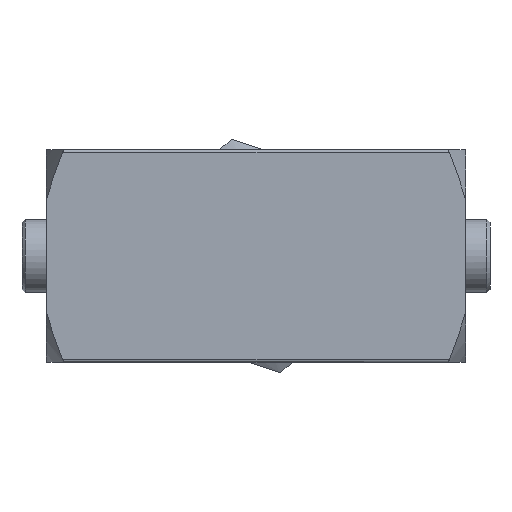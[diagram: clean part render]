
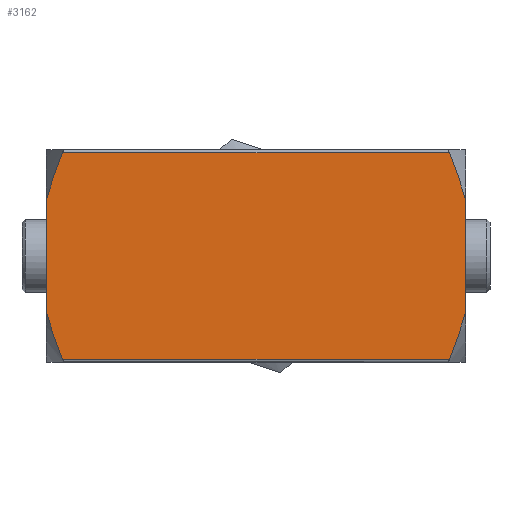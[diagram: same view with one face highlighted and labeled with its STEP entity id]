
A CAD part, front view. The second image highlights one B-rep face of the part: STEP entity #3162.
In plain terms, the highlighted planar face has unit normal (0, -1, 0).
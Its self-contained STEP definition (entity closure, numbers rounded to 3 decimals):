
#37=(
BOUNDED_CURVE()
B_SPLINE_CURVE(2,(#4309,#4310,#4311),.UNSPECIFIED.,.F.,.F.)
B_SPLINE_CURVE_WITH_KNOTS((3,3),(0.,0.837),.UNSPECIFIED.)
CURVE()
GEOMETRIC_REPRESENTATION_ITEM()
RATIONAL_B_SPLINE_CURVE((1.,1.017,1.002))
REPRESENTATION_ITEM('')
);
#39=(
BOUNDED_CURVE()
B_SPLINE_CURVE(2,(#4319,#4320,#4321),.UNSPECIFIED.,.F.,.F.)
B_SPLINE_CURVE_WITH_KNOTS((3,3),(0.047,0.884),
 .UNSPECIFIED.)
CURVE()
GEOMETRIC_REPRESENTATION_ITEM()
RATIONAL_B_SPLINE_CURVE((1.002,1.017,1.))
REPRESENTATION_ITEM('')
);
#40=(
BOUNDED_CURVE()
B_SPLINE_CURVE(2,(#4325,#4326,#4327),.UNSPECIFIED.,.F.,.F.)
B_SPLINE_CURVE_WITH_KNOTS((3,3),(0.,0.837),.UNSPECIFIED.)
CURVE()
GEOMETRIC_REPRESENTATION_ITEM()
RATIONAL_B_SPLINE_CURVE((1.,1.017,1.002))
REPRESENTATION_ITEM('')
);
#41=(
BOUNDED_CURVE()
B_SPLINE_CURVE(2,(#4331,#4332,#4333),.UNSPECIFIED.,.F.,.F.)
B_SPLINE_CURVE_WITH_KNOTS((3,3),(0.047,0.884),
 .UNSPECIFIED.)
CURVE()
GEOMETRIC_REPRESENTATION_ITEM()
RATIONAL_B_SPLINE_CURVE((1.002,1.017,1.))
REPRESENTATION_ITEM('')
);
#190=PLANE('',#3369);
#300=LINE('',#4306,#584);
#301=LINE('',#4323,#585);
#302=LINE('',#4329,#586);
#303=LINE('',#4334,#587);
#584=VECTOR('',#3588,10.);
#585=VECTOR('',#3595,10.);
#586=VECTOR('',#3596,10.);
#587=VECTOR('',#3597,10.);
#900=FACE_OUTER_BOUND('',#1078,.T.);
#1078=EDGE_LOOP('',(#2095,#2096,#2097,#2098,#2099,#2100,#2101,#2102));
#1329=VERTEX_POINT('',#4281);
#1332=VERTEX_POINT('',#4295);
#1333=VERTEX_POINT('',#4308);
#1335=VERTEX_POINT('',#4318);
#1336=VERTEX_POINT('',#4322);
#1337=VERTEX_POINT('',#4324);
#1338=VERTEX_POINT('',#4328);
#1339=VERTEX_POINT('',#4330);
#1633=EDGE_CURVE('',#1332,#1329,#300,.T.);
#1634=EDGE_CURVE('',#1333,#1329,#37,.T.);
#1637=EDGE_CURVE('',#1332,#1335,#39,.T.);
#1638=EDGE_CURVE('',#1335,#1336,#301,.T.);
#1639=EDGE_CURVE('',#1336,#1337,#40,.T.);
#1640=EDGE_CURVE('',#1338,#1337,#302,.T.);
#1641=EDGE_CURVE('',#1338,#1339,#41,.T.);
#1642=EDGE_CURVE('',#1333,#1339,#303,.T.);
#2095=ORIENTED_EDGE('',*,*,#1633,.F.);
#2096=ORIENTED_EDGE('',*,*,#1637,.T.);
#2097=ORIENTED_EDGE('',*,*,#1638,.T.);
#2098=ORIENTED_EDGE('',*,*,#1639,.T.);
#2099=ORIENTED_EDGE('',*,*,#1640,.F.);
#2100=ORIENTED_EDGE('',*,*,#1641,.T.);
#2101=ORIENTED_EDGE('',*,*,#1642,.F.);
#2102=ORIENTED_EDGE('',*,*,#1634,.T.);
#3162=ADVANCED_FACE('',(#900),#190,.T.);
#3369=AXIS2_PLACEMENT_3D('',#4317,#3593,#3594);
#3588=DIRECTION('',(1.,0.,0.));
#3593=DIRECTION('center_axis',(0.,-1.,0.));
#3594=DIRECTION('ref_axis',(0.,0.,-1.));
#3595=DIRECTION('',(0.,0.,-1.));
#3596=DIRECTION('',(-1.,0.,0.));
#3597=DIRECTION('',(0.,0.,-1.));
#4281=CARTESIAN_POINT('',(66.316,-17.5,17.));
#4295=CARTESIAN_POINT('',(2.684,-17.5,17.));
#4306=CARTESIAN_POINT('',(0.,-17.5,17.));
#4308=CARTESIAN_POINT('',(69.,-17.5,9.152));
#4309=CARTESIAN_POINT('Ctrl Pts',(69.,-17.5,9.152));
#4310=CARTESIAN_POINT('Ctrl Pts',(68.061,-17.5,12.663));
#4311=CARTESIAN_POINT('Ctrl Pts',(66.316,-17.5,17.));
#4317=CARTESIAN_POINT('Origin',(0.,-17.5,17.5));
#4318=CARTESIAN_POINT('',(0.,-17.5,9.152));
#4319=CARTESIAN_POINT('Ctrl Pts',(2.684,-17.5,17.));
#4320=CARTESIAN_POINT('Ctrl Pts',(0.939,-17.5,12.663));
#4321=CARTESIAN_POINT('Ctrl Pts',(0.,-17.5,9.152));
#4322=CARTESIAN_POINT('',(0.,-17.5,-9.152));
#4323=CARTESIAN_POINT('',(0.,-17.5,17.5));
#4324=CARTESIAN_POINT('',(2.684,-17.5,-17.));
#4325=CARTESIAN_POINT('Ctrl Pts',(0.,-17.5,-9.152));
#4326=CARTESIAN_POINT('Ctrl Pts',(0.939,-17.5,-12.663));
#4327=CARTESIAN_POINT('Ctrl Pts',(2.684,-17.5,-17.));
#4328=CARTESIAN_POINT('',(66.316,-17.5,-17.));
#4329=CARTESIAN_POINT('',(0.,-17.5,-17.));
#4330=CARTESIAN_POINT('',(69.,-17.5,-9.152));
#4331=CARTESIAN_POINT('Ctrl Pts',(66.316,-17.5,-17.));
#4332=CARTESIAN_POINT('Ctrl Pts',(68.061,-17.5,-12.663));
#4333=CARTESIAN_POINT('Ctrl Pts',(69.,-17.5,-9.152));
#4334=CARTESIAN_POINT('',(69.,-17.5,17.5));
